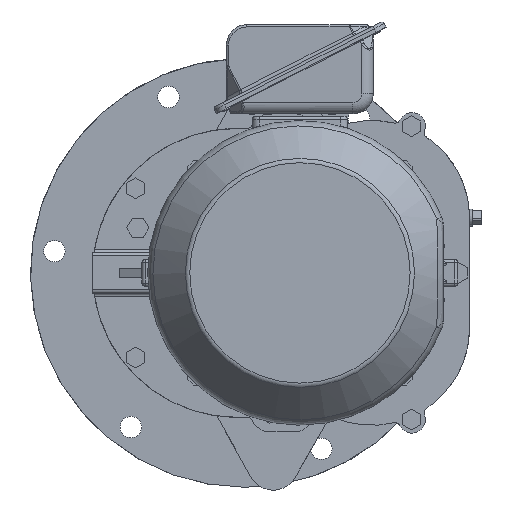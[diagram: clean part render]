
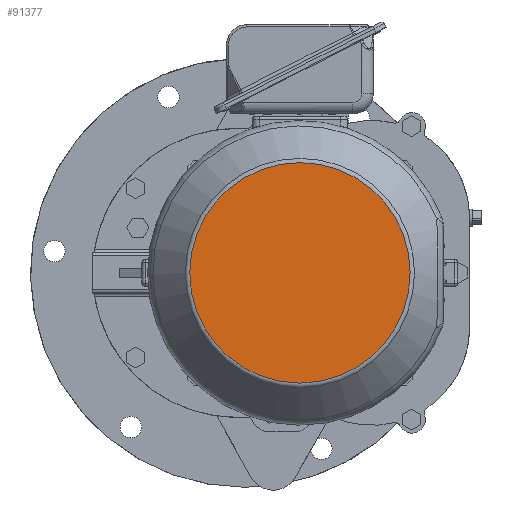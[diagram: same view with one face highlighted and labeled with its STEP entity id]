
A CAD part, left-side view. The second image highlights one B-rep face of the part: STEP entity #91377.
In plain terms, the highlighted planar face has unit normal (-1, 0, 0).
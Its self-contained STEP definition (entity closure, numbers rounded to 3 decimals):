
#3027 = CIRCLE ( 'NONE', #64149, 97.668 ) ;
#6071 = DIRECTION ( 'NONE',  ( 0., 0., -1. ) ) ;
#6722 = EDGE_LOOP ( 'NONE', ( #81990 ) ) ;
#7229 = CARTESIAN_POINT ( 'NONE',  ( -553.6, -48.74, 0. ) ) ;
#24697 = PLANE ( 'NONE',  #113308 ) ;
#42736 = VERTEX_POINT ( 'NONE', #114491 ) ;
#60025 = CARTESIAN_POINT ( 'NONE',  ( -553.6, 51.26, 0. ) ) ;
#61760 = EDGE_CURVE ( 'NONE', #42736, #42736, #3027, .T. ) ;
#64149 = AXIS2_PLACEMENT_3D ( 'NONE', #7229, #109316, #6071 ) ;
#78004 = DIRECTION ( 'NONE',  ( 0., 0., -1. ) ) ;
#81990 = ORIENTED_EDGE ( 'NONE', *, *, #61760, .T. ) ;
#91377 = ADVANCED_FACE ( 'NONE', ( #103980 ), #24697, .F. ) ;
#96460 = DIRECTION ( 'NONE',  ( 1., 0., 0. ) ) ;
#103980 = FACE_OUTER_BOUND ( 'NONE', #6722, .T. ) ;
#109316 = DIRECTION ( 'NONE',  ( -1., 0., 0. ) ) ;
#113308 = AXIS2_PLACEMENT_3D ( 'NONE', #60025, #96460, #78004 ) ;
#114491 = CARTESIAN_POINT ( 'NONE',  ( -553.6, -48.74, -97.668 ) ) ;
